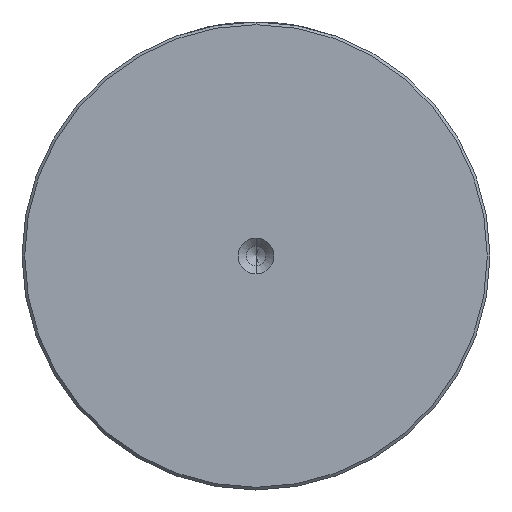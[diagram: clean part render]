
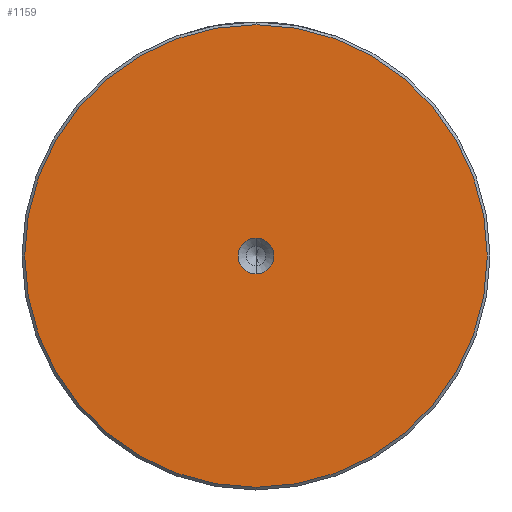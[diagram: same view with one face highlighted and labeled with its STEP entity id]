
A CAD part, left-side view. The second image highlights one B-rep face of the part: STEP entity #1159.
In plain terms, the highlighted planar face has unit normal (-1, 0, 0).
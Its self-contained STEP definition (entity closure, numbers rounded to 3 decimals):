
#43 = EDGE_LOOP ( 'NONE', ( #411, #163 ) ) ;
#48 = DIRECTION ( 'NONE',  ( -1., 0., 0. ) ) ;
#62 = VERTEX_POINT ( 'NONE', #2585 ) ;
#95 = CIRCLE ( 'NONE', #2351, 3.3 ) ;
#163 = ORIENTED_EDGE ( 'NONE', *, *, #1232, .T. ) ;
#251 = CIRCLE ( 'NONE', #996, 42.5 ) ;
#257 = CARTESIAN_POINT ( 'NONE',  ( 0., 0., 0. ) ) ;
#286 = VERTEX_POINT ( 'NONE', #1017 ) ;
#343 = CARTESIAN_POINT ( 'NONE',  ( 0., 0., 0. ) ) ;
#411 = ORIENTED_EDGE ( 'NONE', *, *, #2302, .T. ) ;
#464 = CARTESIAN_POINT ( 'NONE',  ( 0., 0., 0. ) ) ;
#469 = DIRECTION ( 'NONE',  ( 0., 0., 1. ) ) ;
#522 = CARTESIAN_POINT ( 'NONE',  ( 0., 0., 0. ) ) ;
#529 = CARTESIAN_POINT ( 'NONE',  ( 0., 0., 3.3 ) ) ;
#548 = DIRECTION ( 'NONE',  ( 0., 0., 1. ) ) ;
#611 = VERTEX_POINT ( 'NONE', #529 ) ;
#664 = CIRCLE ( 'NONE', #1874, 3.3 ) ;
#679 = ORIENTED_EDGE ( 'NONE', *, *, #2181, .F. ) ;
#717 = DIRECTION ( 'NONE',  ( 0., 0., 1. ) ) ;
#718 = FACE_BOUND ( 'NONE', #973, .T. ) ;
#973 = EDGE_LOOP ( 'NONE', ( #1897, #679 ) ) ;
#992 = CARTESIAN_POINT ( 'NONE',  ( 0., 0., -42.5 ) ) ;
#996 = AXIS2_PLACEMENT_3D ( 'NONE', #522, #2015, #717 ) ;
#1017 = CARTESIAN_POINT ( 'NONE',  ( 0., 0., -3.3 ) ) ;
#1132 = CARTESIAN_POINT ( 'NONE',  ( 0., 0., 0. ) ) ;
#1159 = ADVANCED_FACE ( 'NONE', ( #2254, #718 ), #2169, .T. ) ;
#1232 = EDGE_CURVE ( 'NONE', #62, #1751, #1396, .T. ) ;
#1346 = DIRECTION ( 'NONE',  ( 0., 0., 1. ) ) ;
#1396 = CIRCLE ( 'NONE', #1430, 42.5 ) ;
#1430 = AXIS2_PLACEMENT_3D ( 'NONE', #1132, #2653, #1346 ) ;
#1522 = DIRECTION ( 'NONE',  ( 0., 0., 1. ) ) ;
#1737 = DIRECTION ( 'NONE',  ( -1., 0., 0. ) ) ;
#1751 = VERTEX_POINT ( 'NONE', #992 ) ;
#1829 = DIRECTION ( 'NONE',  ( -1., 0., 0. ) ) ;
#1874 = AXIS2_PLACEMENT_3D ( 'NONE', #343, #1829, #548 ) ;
#1897 = ORIENTED_EDGE ( 'NONE', *, *, #2407, .F. ) ;
#2015 = DIRECTION ( 'NONE',  ( -1., 0., 0. ) ) ;
#2021 = AXIS2_PLACEMENT_3D ( 'NONE', #464, #48, #1522 ) ;
#2169 = PLANE ( 'NONE',  #2021 ) ;
#2181 = EDGE_CURVE ( 'NONE', #286, #611, #95, .T. ) ;
#2254 = FACE_OUTER_BOUND ( 'NONE', #43, .T. ) ;
#2302 = EDGE_CURVE ( 'NONE', #1751, #62, #251, .T. ) ;
#2351 = AXIS2_PLACEMENT_3D ( 'NONE', #257, #1737, #469 ) ;
#2407 = EDGE_CURVE ( 'NONE', #611, #286, #664, .T. ) ;
#2585 = CARTESIAN_POINT ( 'NONE',  ( 0., 0., 42.5 ) ) ;
#2653 = DIRECTION ( 'NONE',  ( -1., 0., 0. ) ) ;
